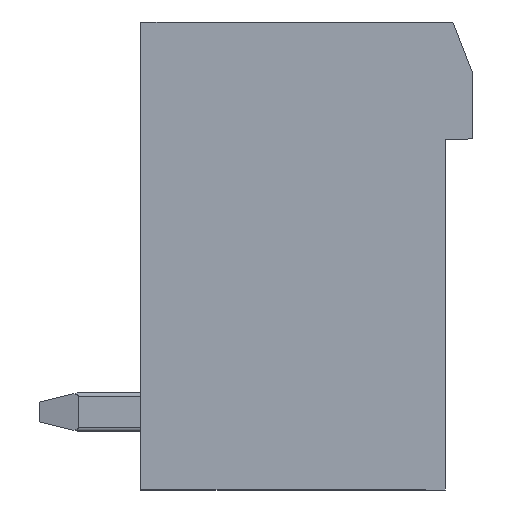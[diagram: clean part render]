
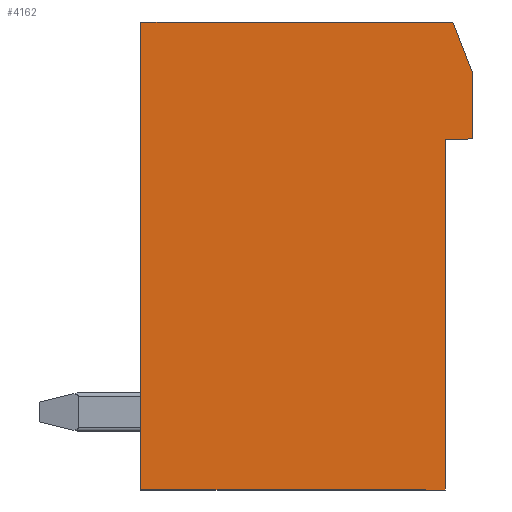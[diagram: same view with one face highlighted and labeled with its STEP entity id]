
A CAD part, left-side view. The second image highlights one B-rep face of the part: STEP entity #4162.
In plain terms, the highlighted planar face has unit normal (-1, 0, 0).
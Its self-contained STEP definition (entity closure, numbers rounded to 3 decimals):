
#1219=ORIENTED_EDGE('',*,*,#1565,.T.);
#1220=ORIENTED_EDGE('',*,*,#1603,.T.);
#1221=ORIENTED_EDGE('',*,*,#1614,.T.);
#1222=ORIENTED_EDGE('',*,*,#1397,.T.);
#1223=ORIENTED_EDGE('',*,*,#1625,.T.);
#1224=ORIENTED_EDGE('',*,*,#1622,.T.);
#1225=ORIENTED_EDGE('',*,*,#1621,.T.);
#1397=EDGE_CURVE('',#1986,#1985,#2362,.T.);
#1565=EDGE_CURVE('',#2131,#2133,#2508,.T.);
#1603=EDGE_CURVE('',#2133,#2157,#2543,.T.);
#1614=EDGE_CURVE('',#2157,#1986,#2554,.T.);
#1621=EDGE_CURVE('',#2165,#2131,#2561,.T.);
#1622=EDGE_CURVE('',#2166,#2165,#2562,.T.);
#1625=EDGE_CURVE('',#1985,#2166,#2565,.T.);
#1985=VERTEX_POINT('',#5680);
#1986=VERTEX_POINT('',#5682);
#2131=VERTEX_POINT('',#6030);
#2133=VERTEX_POINT('',#6034);
#2157=VERTEX_POINT('',#6102);
#2165=VERTEX_POINT('',#6126);
#2166=VERTEX_POINT('',#6134);
#2362=LINE('',#5681,#2828);
#2508=LINE('',#6035,#2974);
#2543=LINE('',#6103,#3009);
#2554=LINE('',#6121,#3020);
#2561=LINE('',#6131,#3027);
#2562=LINE('',#6133,#3028);
#2565=LINE('',#6139,#3031);
#2828=VECTOR('',#4557,1000.);
#2974=VECTOR('',#4791,1000.);
#3009=VECTOR('',#4844,1000.);
#3020=VECTOR('',#4857,1000.);
#3027=VECTOR('',#4866,1000.);
#3028=VECTOR('',#4869,1000.);
#3031=VECTOR('',#4874,1000.);
#3507=EDGE_LOOP('',(#1219,#1220,#1221,#1222,#1223,#1224,#1225));
#3758=FACE_BOUND('',#3507,.T.);
#3946=PLANE('',#4479);
#4162=ADVANCED_FACE('',(#3758),#3946,.T.);
#4479=AXIS2_PLACEMENT_3D('',#6796,#5485,#5486);
#4557=DIRECTION('',(0.,-1.,0.));
#4791=DIRECTION('',(0.,0.359,0.933));
#4844=DIRECTION('',(0.,1.,0.));
#4857=DIRECTION('',(0.,0.,-1.));
#4866=DIRECTION('',(0.,0.,1.));
#4869=DIRECTION('',(0.,-1.,0.));
#4874=DIRECTION('',(0.,0.,1.));
#5485=DIRECTION('',(-1.,0.,0.));
#5486=DIRECTION('',(0.,0.,1.));
#5680=CARTESIAN_POINT('',(-8.32,0.7,-6.));
#5681=CARTESIAN_POINT('',(-8.32,8.5,-6.));
#5682=CARTESIAN_POINT('',(-8.32,8.5,-6.));
#6030=CARTESIAN_POINT('',(-8.32,0.,4.7));
#6034=CARTESIAN_POINT('',(-8.32,0.5,6.));
#6035=CARTESIAN_POINT('',(-8.32,0.,4.7));
#6102=CARTESIAN_POINT('',(-8.32,8.5,6.));
#6103=CARTESIAN_POINT('',(-8.32,0.5,6.));
#6121=CARTESIAN_POINT('',(-8.32,8.5,6.));
#6126=CARTESIAN_POINT('',(-8.32,0.,3.));
#6131=CARTESIAN_POINT('',(-8.32,0.,3.));
#6133=CARTESIAN_POINT('',(-8.32,0.7,3.));
#6134=CARTESIAN_POINT('',(-8.32,0.7,3.));
#6139=CARTESIAN_POINT('',(-8.32,0.7,-6.));
#6796=CARTESIAN_POINT('',(-8.32,0.,0.));
